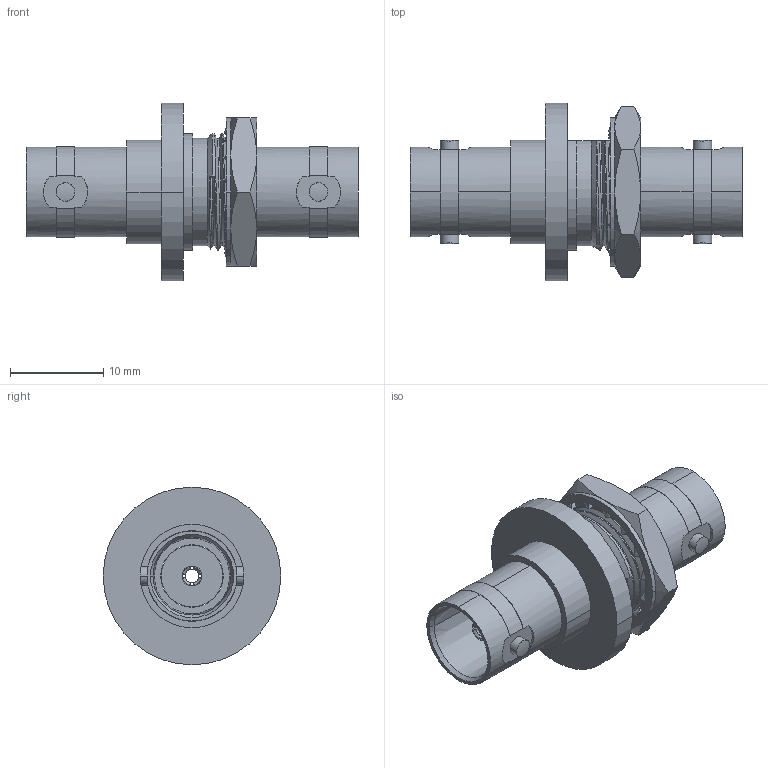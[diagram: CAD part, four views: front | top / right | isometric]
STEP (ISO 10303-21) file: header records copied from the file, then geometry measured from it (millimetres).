
FILE_DESCRIPTION((''),'2;1');
FILE_NAME('31-220N-75_SW0001','2017-02-17T',('Lokesh'),(''),'PRO/ENGINEER BY PARAMETRIC TECHNOLOGY CORPORATION, 2014440','PRO/ENGINEER BY PARAMETRIC TECHNOLOGY CORPORATION, 2014440','');
FILE_SCHEMA(('CONFIG_CONTROL_DESIGN'));
Length unit declared in the file: millimetre
Products named in the file (1): 31-220N-75_SW0001
Bounding box: 35.61 x 19.05 x 19.05 mm (x, y, z)
Surface area: 3169.7 mm2 (no closed solid volume)
Topology: 0 solids, 7 shells, 224 faces, 734 edges, 506 vertices
Faces by surface type: cylinder 75, bspline 65, plane 49, cone 35
Entity records: 14930 total; most frequent: CARTESIAN_POINT 8961, ORIENTED_EDGE 1181, DIRECTION 1098, EDGE_CURVE 734, VERTEX_POINT 506, VECTOR 372, LINE 372, AXIS2_PLACEMENT_3D 363
